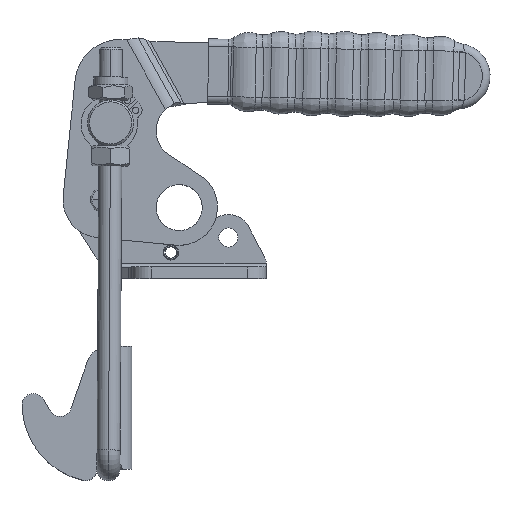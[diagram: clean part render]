
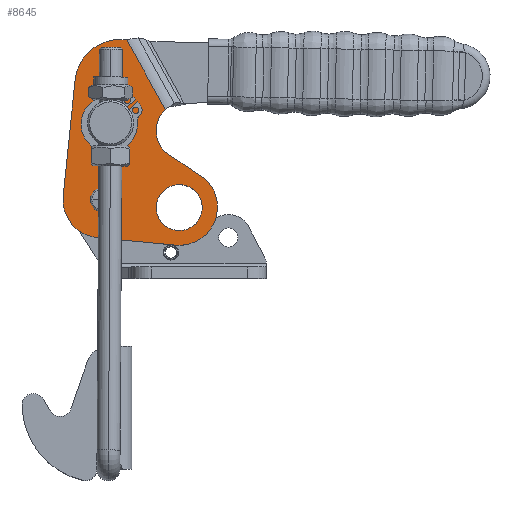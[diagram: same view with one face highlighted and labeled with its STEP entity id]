
A CAD part, top view. The second image highlights one B-rep face of the part: STEP entity #8645.
In plain terms, the highlighted planar face has unit normal (0, 0, 1).
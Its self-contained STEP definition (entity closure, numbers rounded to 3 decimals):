
#7493=CARTESIAN_POINT('',(7.324,59.431,6.));
#7494=VERTEX_POINT('',#7493);
#7503=CARTESIAN_POINT('',(19.261,58.204,6.));
#7504=VERTEX_POINT('',#7503);
#7505=CARTESIAN_POINT('',(13.293,58.818,6.));
#7506=DIRECTION('',(0.,0.,-1.));
#7507=DIRECTION('',(-0.995,0.102,0.));
#7508=AXIS2_PLACEMENT_3D('',#7505,#7506,#7507);
#7509=CIRCLE('',#7508,6.0);
#7510=EDGE_CURVE('',#7504,#7494,#7509,.T.);
#7535=CARTESIAN_POINT('',(25.22,37.389,6.));
#7536=VERTEX_POINT('',#7535);
#7545=CARTESIAN_POINT('',(37.157,36.162,6.));
#7546=VERTEX_POINT('',#7545);
#7547=CARTESIAN_POINT('',(31.189,36.776,6.));
#7548=DIRECTION('',(0.,0.,-1.));
#7549=DIRECTION('',(-0.995,0.102,0.));
#7550=AXIS2_PLACEMENT_3D('',#7547,#7548,#7549);
#7551=CIRCLE('',#7550,6.0);
#7552=EDGE_CURVE('',#7546,#7536,#7551,.T.);
#7577=CARTESIAN_POINT('',(25.189,56.935,6.));
#7578=VERTEX_POINT('',#7577);
#7587=CARTESIAN_POINT('',(27.396,51.393,6.));
#7588=VERTEX_POINT('',#7587);
#7589=CARTESIAN_POINT('',(32.882,56.788,6.));
#7590=DIRECTION('',(0.,0.,1.));
#7591=DIRECTION('',(1.,-0.019,0.));
#7592=AXIS2_PLACEMENT_3D('',#7589,#7590,#7591);
#7593=CIRCLE('',#7592,7.695);
#7594=EDGE_CURVE('',#7578,#7588,#7593,.T.);
#7667=CARTESIAN_POINT('',(8.239,38.826,6.));
#7668=VERTEX_POINT('',#7667);
#7676=CARTESIAN_POINT('',(14.223,38.519,6.));
#7677=VERTEX_POINT('',#7676);
#7678=CARTESIAN_POINT('',(11.239,38.826,6.));
#7679=DIRECTION('',(0.,0.,-1.));
#7680=DIRECTION('',(-0.995,0.102,0.));
#7681=AXIS2_PLACEMENT_3D('',#7678,#7679,#7680);
#7682=CIRCLE('',#7681,3.0);
#7683=EDGE_CURVE('',#7677,#7668,#7682,.T.);
#7685=CARTESIAN_POINT('',(14.239,38.826,6.));
#7686=VERTEX_POINT('',#7685);
#7687=CARTESIAN_POINT('',(11.239,38.826,6.));
#7688=DIRECTION('',(0.,0.,-1.));
#7689=DIRECTION('',(-0.995,0.102,0.));
#7690=AXIS2_PLACEMENT_3D('',#7687,#7688,#7689);
#7691=CIRCLE('',#7690,3.0);
#7692=EDGE_CURVE('',#7686,#7677,#7691,.T.);
#8260=CARTESIAN_POINT('',(11.239,38.826,6.));
#8261=DIRECTION('',(0.,0.,-1.));
#8262=DIRECTION('',(-0.995,0.102,0.));
#8263=AXIS2_PLACEMENT_3D('',#8260,#8261,#8262);
#8264=CIRCLE('',#8263,3.0);
#8265=EDGE_CURVE('',#7668,#7686,#8264,.T.);
#8364=CARTESIAN_POINT('',(4.068,70.099,6.0));
#8365=VERTEX_POINT('',#8364);
#8366=CARTESIAN_POINT('',(15.93,80.601,6.));
#8367=VERTEX_POINT('',#8366);
#8368=CARTESIAN_POINT('',(15.706,68.903,6.));
#8369=DIRECTION('',(0.,0.,-1.0));
#8370=DIRECTION('',(0.019,1.,0.));
#8371=AXIS2_PLACEMENT_3D('',#8368,#8369,#8370);
#8372=CIRCLE('',#8371,11.7);
#8373=EDGE_CURVE('',#8365,#8367,#8372,.T.);
#8406=CARTESIAN_POINT('',(0.963,39.882,6.0));
#8407=VERTEX_POINT('',#8406);
#8408=CARTESIAN_POINT('',(0.963,39.882,6.0));
#8409=DIRECTION('',(0.102,0.995,0.0));
#8410=VECTOR('',#8409,30.377);
#8411=LINE('',#8408,#8410);
#8412=EDGE_CURVE('',#8407,#8365,#8411,.T.);
#8437=CARTESIAN_POINT('',(9.972,28.904,6.));
#8438=VERTEX_POINT('',#8437);
#8439=CARTESIAN_POINT('',(10.91,38.859,6.));
#8440=DIRECTION('',(0.,0.,-1.));
#8441=DIRECTION('',(-0.995,0.102,0.));
#8442=AXIS2_PLACEMENT_3D('',#8439,#8440,#8441);
#8443=CIRCLE('',#8442,10.);
#8444=EDGE_CURVE('',#8438,#8407,#8443,.T.);
#8470=CARTESIAN_POINT('',(30.267,26.987,6.));
#8471=VERTEX_POINT('',#8470);
#8472=CARTESIAN_POINT('',(30.267,26.987,6.));
#8473=DIRECTION('',(-0.996,0.094,0.0));
#8474=VECTOR('',#8473,20.386);
#8475=LINE('',#8472,#8474);
#8476=EDGE_CURVE('',#8471,#8438,#8475,.T.);
#8501=CARTESIAN_POINT('',(38.336,43.955,6.));
#8502=VERTEX_POINT('',#8501);
#8503=CARTESIAN_POINT('',(31.206,36.943,6.));
#8504=DIRECTION('',(0.,0.,-1.0));
#8505=DIRECTION('',(-0.094,-0.996,0.));
#8506=AXIS2_PLACEMENT_3D('',#8503,#8504,#8505);
#8507=CIRCLE('',#8506,10.0);
#8508=EDGE_CURVE('',#8502,#8471,#8507,.T.);
#8534=CARTESIAN_POINT('',(27.396,51.393,6.));
#8535=DIRECTION('',(0.827,-0.562,0.0));
#8536=VECTOR('',#8535,13.229);
#8537=LINE('',#8534,#8536);
#8538=EDGE_CURVE('',#7588,#8502,#8537,.T.);
#8556=CARTESIAN_POINT('',(17.489,80.571,6.));
#8557=VERTEX_POINT('',#8556);
#8581=CARTESIAN_POINT('',(15.93,80.601,6.));
#8582=DIRECTION('',(1.,-0.019,0.0));
#8583=VECTOR('',#8582,1.559);
#8584=LINE('',#8581,#8583);
#8585=EDGE_CURVE('',#8367,#8557,#8584,.T.);
#8590=CARTESIAN_POINT('',(46.324,62.294,6.));
#8591=DIRECTION('',(0.0,0.0,1.0));
#8592=DIRECTION('',(0.995,-0.102,0.0));
#8593=AXIS2_PLACEMENT_3D('',#8590,#8591,#8592);
#8594=PLANE('',#8593);
#8595=CARTESIAN_POINT('',(27.585,62.369,6.));
#8596=VERTEX_POINT('',#8595);
#8597=CARTESIAN_POINT('',(27.585,62.369,6.));
#8598=DIRECTION('',(-0.485,0.874,0.0));
#8599=VECTOR('',#8598,20.815);
#8600=LINE('',#8597,#8599);
#8601=EDGE_CURVE('',#8596,#8557,#8600,.T.);
#8602=ORIENTED_EDGE('',*,*,#8601,.T.);
#8603=ORIENTED_EDGE('',*,*,#8585,.F.);
#8604=ORIENTED_EDGE('',*,*,#8373,.F.);
#8605=ORIENTED_EDGE('',*,*,#8412,.F.);
#8606=ORIENTED_EDGE('',*,*,#8444,.F.);
#8607=ORIENTED_EDGE('',*,*,#8476,.F.);
#8608=ORIENTED_EDGE('',*,*,#8508,.F.);
#8609=ORIENTED_EDGE('',*,*,#8538,.F.);
#8610=ORIENTED_EDGE('',*,*,#7594,.F.);
#8611=CARTESIAN_POINT('',(32.882,56.788,6.));
#8612=DIRECTION('',(0.,0.,1.));
#8613=DIRECTION('',(1.,-0.019,0.));
#8614=AXIS2_PLACEMENT_3D('',#8611,#8612,#8613);
#8615=CIRCLE('',#8614,7.695);
#8616=EDGE_CURVE('',#8596,#7578,#8615,.T.);
#8617=ORIENTED_EDGE('',*,*,#8616,.F.);
#8618=EDGE_LOOP('',(#8602,#8603,#8604,#8605,#8606,#8607,#8608,#8609,#8610,#8617));
#8619=FACE_OUTER_BOUND('',#8618,.T.);
#8620=ORIENTED_EDGE('',*,*,#7510,.T.);
#8621=CARTESIAN_POINT('',(13.293,58.818,6.));
#8622=DIRECTION('',(0.,0.,-1.));
#8623=DIRECTION('',(-0.995,0.102,0.));
#8624=AXIS2_PLACEMENT_3D('',#8621,#8622,#8623);
#8625=CIRCLE('',#8624,6.0);
#8626=EDGE_CURVE('',#7494,#7504,#8625,.T.);
#8627=ORIENTED_EDGE('',*,*,#8626,.T.);
#8628=EDGE_LOOP('',(#8620,#8627));
#8629=FACE_BOUND('',#8628,.T.);
#8630=ORIENTED_EDGE('',*,*,#7683,.T.);
#8631=ORIENTED_EDGE('',*,*,#8265,.T.);
#8632=ORIENTED_EDGE('',*,*,#7692,.T.);
#8633=EDGE_LOOP('',(#8630,#8631,#8632));
#8634=FACE_BOUND('',#8633,.T.);
#8635=ORIENTED_EDGE('',*,*,#7552,.T.);
#8636=CARTESIAN_POINT('',(31.189,36.776,6.));
#8637=DIRECTION('',(0.,0.,-1.));
#8638=DIRECTION('',(-0.995,0.102,0.));
#8639=AXIS2_PLACEMENT_3D('',#8636,#8637,#8638);
#8640=CIRCLE('',#8639,6.0);
#8641=EDGE_CURVE('',#7536,#7546,#8640,.T.);
#8642=ORIENTED_EDGE('',*,*,#8641,.T.);
#8643=EDGE_LOOP('',(#8635,#8642));
#8644=FACE_BOUND('',#8643,.T.);
#8645=ADVANCED_FACE('',(#8619,#8629,#8634,#8644),#8594,.T.);
